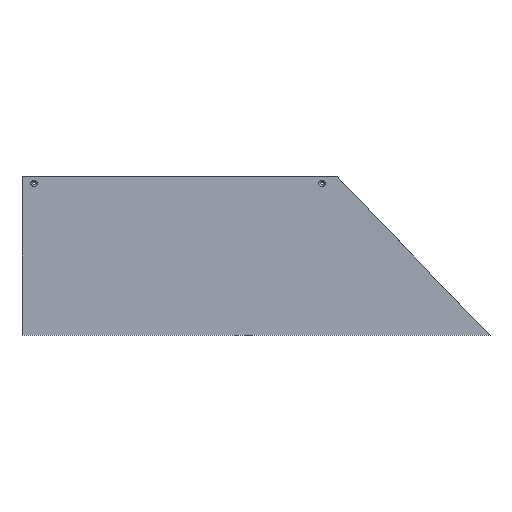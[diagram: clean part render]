
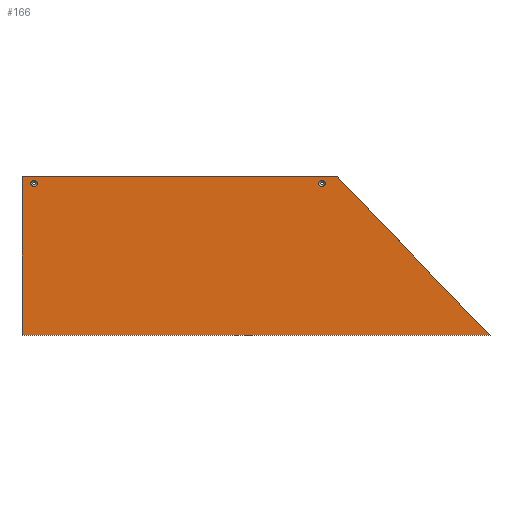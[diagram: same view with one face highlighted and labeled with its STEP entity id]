
A CAD part, top view. The second image highlights one B-rep face of the part: STEP entity #166.
In plain terms, the highlighted planar face has unit normal (0, 0, 1).
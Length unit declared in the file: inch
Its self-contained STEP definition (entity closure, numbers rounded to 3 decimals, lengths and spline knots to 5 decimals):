
#20=LINE('',#281,#32);
#24=LINE('',#288,#36);
#25=LINE('',#290,#37);
#26=LINE('',#291,#38);
#32=VECTOR('',#236,39.37008);
#36=VECTOR('',#242,39.37008);
#37=VECTOR('',#245,39.37008);
#38=VECTOR('',#246,39.37008);
#42=PLANE('',#202);
#53=FACE_BOUND('',#79,.T.);
#54=FACE_BOUND('',#80,.T.);
#62=FACE_OUTER_BOUND('',#78,.T.);
#78=EDGE_LOOP('',(#143,#144,#145,#146));
#79=EDGE_LOOP('',(#147));
#80=EDGE_LOOP('',(#148));
#84=CIRCLE('',#191,0.2655);
#87=CIRCLE('',#196,0.2655);
#90=VERTEX_POINT('',#255);
#93=VERTEX_POINT('',#263);
#99=VERTEX_POINT('',#278);
#100=VERTEX_POINT('',#280);
#101=VERTEX_POINT('',#284);
#102=VERTEX_POINT('',#286);
#104=EDGE_CURVE('',#90,#90,#84,.T.);
#107=EDGE_CURVE('',#93,#93,#87,.T.);
#114=EDGE_CURVE('',#100,#99,#20,.T.);
#118=EDGE_CURVE('',#102,#101,#24,.T.);
#119=EDGE_CURVE('',#102,#100,#25,.T.);
#120=EDGE_CURVE('',#101,#99,#26,.T.);
#143=ORIENTED_EDGE('',*,*,#119,.T.);
#144=ORIENTED_EDGE('',*,*,#114,.T.);
#145=ORIENTED_EDGE('',*,*,#120,.F.);
#146=ORIENTED_EDGE('',*,*,#118,.F.);
#147=ORIENTED_EDGE('',*,*,#104,.F.);
#148=ORIENTED_EDGE('',*,*,#107,.F.);
#166=ADVANCED_FACE('',(#62,#53,#54),#42,.T.);
#191=AXIS2_PLACEMENT_3D('',#256,#211,#212);
#196=AXIS2_PLACEMENT_3D('',#264,#221,#222);
#202=AXIS2_PLACEMENT_3D('',#289,#243,#244);
#211=DIRECTION('center_axis',(0.,0.,
1.));
#212=DIRECTION('ref_axis',(0.,-1.,0.));
#221=DIRECTION('center_axis',(0.,0.,
1.));
#222=DIRECTION('ref_axis',(0.,-1.,0.));
#236=DIRECTION('',(0.,-1.,0.));
#242=DIRECTION('',(0.694,-0.72,0.));
#243=DIRECTION('center_axis',(0.,0.,
1.));
#244=DIRECTION('ref_axis',(1.,0.,0.));
#245=DIRECTION('',(-1.,0.,0.));
#246=DIRECTION('',(-1.,0.,0.));
#255=CARTESIAN_POINT('',(50.74089,11.45067,0.5));
#256=CARTESIAN_POINT('Origin',(50.74089,11.71617,0.5));
#263=CARTESIAN_POINT('',(26.99544,11.45067,0.5));
#264=CARTESIAN_POINT('Origin',(26.99544,11.71617,0.5));
#278=CARTESIAN_POINT('',(25.99544,-0.81064,0.5));
#280=CARTESIAN_POINT('',(25.99544,12.27867,0.5));
#281=CARTESIAN_POINT('',(25.99544,5.73401,0.5));
#284=CARTESIAN_POINT('',(64.61325,-0.81064,0.5));
#286=CARTESIAN_POINT('',(51.99089,12.27867,0.5));
#288=CARTESIAN_POINT('',(58.30207,5.73401,0.5));
#289=CARTESIAN_POINT('Origin',(0.,12.41103,0.5));
#290=CARTESIAN_POINT('',(38.99317,12.27867,0.5));
#291=CARTESIAN_POINT('',(45.30435,-0.81064,0.5));
